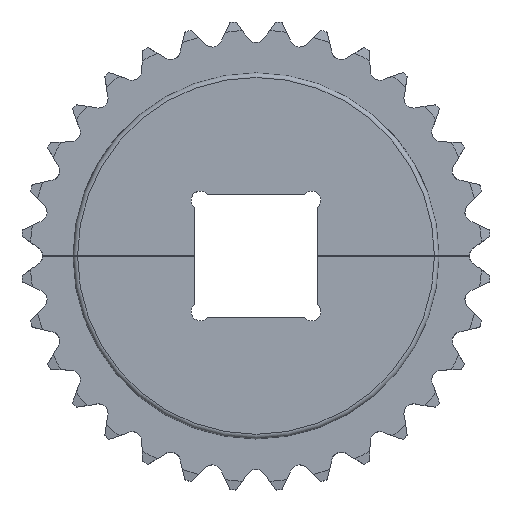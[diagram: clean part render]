
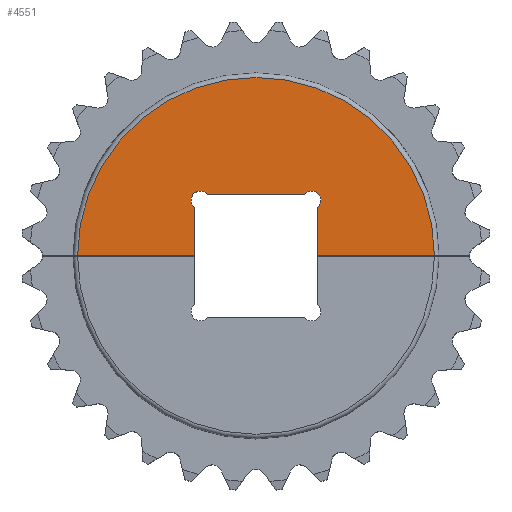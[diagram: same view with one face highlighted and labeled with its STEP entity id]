
A CAD part, top view. The second image highlights one B-rep face of the part: STEP entity #4551.
In plain terms, the highlighted planar face has unit normal (0, 0, 1).
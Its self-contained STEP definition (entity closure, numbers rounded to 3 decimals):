
#64 = VERTEX_POINT ( 'NONE', #20867 ) ;
#1424 = DIRECTION ( 'NONE',  ( -1., 0., 0. ) ) ;
#1584 = LINE ( 'NONE', #14438, #6748 ) ;
#2296 = ORIENTED_EDGE ( 'NONE', *, *, #10455, .F. ) ;
#3308 = DIRECTION ( 'NONE',  ( 0., 0., 1. ) ) ;
#3599 = AXIS2_PLACEMENT_3D ( 'NONE', #3703, #26603, #15907 ) ;
#3703 = CARTESIAN_POINT ( 'NONE',  ( 18.385, 18.385, 20. ) ) ;
#3974 = CIRCLE ( 'NONE', #13798, 58.805 ) ;
#4187 = CARTESIAN_POINT ( 'NONE',  ( 58.805, 0.125, 20. ) ) ;
#4491 = EDGE_CURVE ( 'NONE', #14602, #8485, #22378, .T. ) ;
#4551 = ADVANCED_FACE ( 'NONE', ( #25006 ), #26330, .T. ) ;
#4986 = CIRCLE ( 'NONE', #21905, 3. ) ;
#5149 = CIRCLE ( 'NONE', #3599, 3. ) ;
#5701 = VERTEX_POINT ( 'NONE', #10153 ) ;
#6108 = EDGE_CURVE ( 'NONE', #5701, #19459, #26239, .T. ) ;
#6748 = VECTOR ( 'NONE', #12424, 1000. ) ;
#6930 = DIRECTION ( 'NONE',  ( 0., -1., 0. ) ) ;
#7086 = CARTESIAN_POINT ( 'NONE',  ( 18.385, 18.385, 20. ) ) ;
#7884 = LINE ( 'NONE', #10348, #12783 ) ;
#8485 = VERTEX_POINT ( 'NONE', #24686 ) ;
#8667 = CARTESIAN_POINT ( 'NONE',  ( -20.23, 16.019, 20. ) ) ;
#8733 = VERTEX_POINT ( 'NONE', #23556 ) ;
#9774 = DIRECTION ( 'NONE',  ( -1., 0., 0. ) ) ;
#10153 = CARTESIAN_POINT ( 'NONE',  ( -20.23, 0.125, 20. ) ) ;
#10348 = CARTESIAN_POINT ( 'NONE',  ( -140.528, 0.125, 20. ) ) ;
#10455 = EDGE_CURVE ( 'NONE', #8485, #11898, #16487, .T. ) ;
#10692 = VERTEX_POINT ( 'NONE', #4187 ) ;
#11788 = CARTESIAN_POINT ( 'NONE',  ( -18.385, 18.385, 20. ) ) ;
#11898 = VERTEX_POINT ( 'NONE', #8667 ) ;
#11978 = EDGE_CURVE ( 'NONE', #8733, #14602, #4986, .T. ) ;
#12316 = ORIENTED_EDGE ( 'NONE', *, *, #6108, .F. ) ;
#12424 = DIRECTION ( 'NONE',  ( 0., 1., 0. ) ) ;
#12762 = EDGE_CURVE ( 'NONE', #10692, #64, #7884, .T. ) ;
#12783 = VECTOR ( 'NONE', #20864, 1000. ) ;
#12992 = EDGE_CURVE ( 'NONE', #10692, #19459, #3974, .T. ) ;
#13173 = AXIS2_PLACEMENT_3D ( 'NONE', #20225, #19944, #24338 ) ;
#13798 = AXIS2_PLACEMENT_3D ( 'NONE', #15130, #14824, #25343 ) ;
#13964 = DIRECTION ( 'NONE',  ( 1., 0., 0. ) ) ;
#14438 = CARTESIAN_POINT ( 'NONE',  ( 20.23, 20.23, 20. ) ) ;
#14602 = VERTEX_POINT ( 'NONE', #23176 ) ;
#14824 = DIRECTION ( 'NONE',  ( 0., 0., 1. ) ) ;
#15079 = ORIENTED_EDGE ( 'NONE', *, *, #11978, .F. ) ;
#15130 = CARTESIAN_POINT ( 'NONE',  ( 0., 0., 20. ) ) ;
#15253 = EDGE_CURVE ( 'NONE', #11898, #5701, #21857, .T. ) ;
#15509 = VECTOR ( 'NONE', #1424, 1000. ) ;
#15907 = DIRECTION ( 'NONE',  ( -1., 0., 0. ) ) ;
#16197 = ORIENTED_EDGE ( 'NONE', *, *, #17208, .F. ) ;
#16487 = CIRCLE ( 'NONE', #22595, 3. ) ;
#16831 = ORIENTED_EDGE ( 'NONE', *, *, #17134, .F. ) ;
#17134 = EDGE_CURVE ( 'NONE', #19146, #8733, #5149, .T. ) ;
#17208 = EDGE_CURVE ( 'NONE', #64, #19146, #1584, .T. ) ;
#17760 = CARTESIAN_POINT ( 'NONE',  ( -58.805, 0.125, 20. ) ) ;
#18894 = ORIENTED_EDGE ( 'NONE', *, *, #12762, .F. ) ;
#18971 = CARTESIAN_POINT ( 'NONE',  ( 20.23, 16.019, 20. ) ) ;
#19146 = VERTEX_POINT ( 'NONE', #18971 ) ;
#19376 = DIRECTION ( 'NONE',  ( 0., 0., 1. ) ) ;
#19459 = VERTEX_POINT ( 'NONE', #17760 ) ;
#19553 = DIRECTION ( 'NONE',  ( -1., 0., 0. ) ) ;
#19944 = DIRECTION ( 'NONE',  ( 0., 0., 1. ) ) ;
#20225 = CARTESIAN_POINT ( 'NONE',  ( 0., 0., 20. ) ) ;
#20436 = EDGE_LOOP ( 'NONE', ( #18894, #22933, #12316, #22083, #2296, #20946, #15079, #16831, #16197 ) ) ;
#20864 = DIRECTION ( 'NONE',  ( -1., 0., 0. ) ) ;
#20867 = CARTESIAN_POINT ( 'NONE',  ( 20.23, 0.125, 20. ) ) ;
#20946 = ORIENTED_EDGE ( 'NONE', *, *, #4491, .F. ) ;
#21857 = LINE ( 'NONE', #23592, #25806 ) ;
#21905 = AXIS2_PLACEMENT_3D ( 'NONE', #7086, #19376, #19553 ) ;
#22083 = ORIENTED_EDGE ( 'NONE', *, *, #15253, .F. ) ;
#22378 = LINE ( 'NONE', #23776, #15509 ) ;
#22595 = AXIS2_PLACEMENT_3D ( 'NONE', #11788, #3308, #13964 ) ;
#22933 = ORIENTED_EDGE ( 'NONE', *, *, #12992, .T. ) ;
#23176 = CARTESIAN_POINT ( 'NONE',  ( 16.019, 20.23, 20. ) ) ;
#23556 = CARTESIAN_POINT ( 'NONE',  ( 21.385, 18.385, 20. ) ) ;
#23592 = CARTESIAN_POINT ( 'NONE',  ( -20.23, 20.23, 20. ) ) ;
#23776 = CARTESIAN_POINT ( 'NONE',  ( -20.23, 20.23, 20. ) ) ;
#24338 = DIRECTION ( 'NONE',  ( 1., 0., 0. ) ) ;
#24686 = CARTESIAN_POINT ( 'NONE',  ( -16.019, 20.23, 20. ) ) ;
#25006 = FACE_OUTER_BOUND ( 'NONE', #20436, .T. ) ;
#25252 = VECTOR ( 'NONE', #9774, 1000. ) ;
#25343 = DIRECTION ( 'NONE',  ( 1., 0., 0. ) ) ;
#25806 = VECTOR ( 'NONE', #6930, 1000. ) ;
#26239 = LINE ( 'NONE', #26588, #25252 ) ;
#26330 = PLANE ( 'NONE',  #13173 ) ;
#26588 = CARTESIAN_POINT ( 'NONE',  ( -140.528, 0.125, 20. ) ) ;
#26603 = DIRECTION ( 'NONE',  ( 0., 0., 1. ) ) ;
